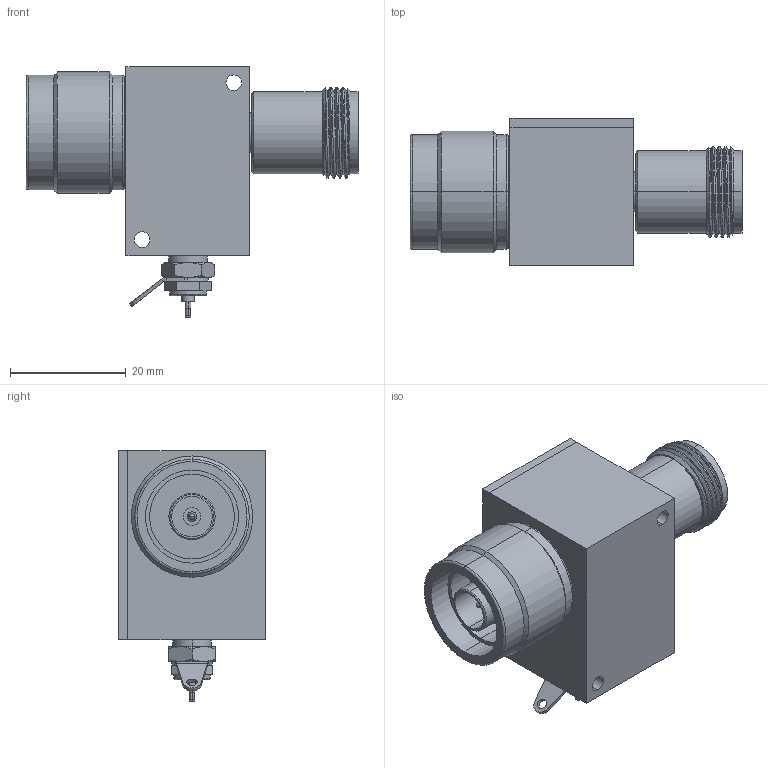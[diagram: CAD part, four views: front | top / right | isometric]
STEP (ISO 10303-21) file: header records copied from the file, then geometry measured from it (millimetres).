
FILE_DESCRIPTION (( 'STEP AP214' ), '1' );
FILE_NAME ('FMBT1649_3D.STEP', '2022-06-26T06:10:04', ( '' ), ( '' ), 'SwSTEP 2.0', 'SolidWorks 2021', '' );
FILE_SCHEMA (( 'AUTOMOTIVE_DESIGN' ));
Length unit declared in the file: inch
Products named in the file (13): Copy of 120-0051-02^PE1649; Copy of 286-0009-NUT^Copy of 286-0009-00_PE1649; Copy of 120-0050^PE1649; Copy of N-MALE 5W_103-1207-00^PE1649; Copy of 286-0009-HOUSING^Copy of 286-0009-00_PE1649; Copy of 286-0009-INSULATOR^Copy of 286-0009-00_PE1649; Copy of TYPE N COUPLING NUT^PE1649; Copy of 010-2002-00_010-2002-00^PE1649; Copy of N-FEMALE 5W^PE1649; Copy of 286-0009-LUG^Copy of 286-0009-00_PE1649; Copy of 286-0009-CENTER CONDUCTOR^Copy of 286-0009-00_PE1649; FMBT1649_3D; Copy of 286-0009-00^PE1649
Assembly tree (13 placements, depth 3):
  FMBT1649_3D
    Copy of 120-0050^PE1649
    Copy of 120-0051-02^PE1649
    Copy of 010-2002-00_010-2002-00^PE1649  x2
    Copy of N-MALE 5W_103-1207-00^PE1649
    Copy of N-FEMALE 5W^PE1649
    Copy of TYPE N COUPLING NUT^PE1649
    Copy of 286-0009-00^PE1649
      Copy of 286-0009-HOUSING^Copy of 286-0009-00_PE1649
      Copy of 286-0009-INSULATOR^Copy of 286-0009-00_PE1649
      Copy of 286-0009-CENTER CONDUCTOR^Copy of 286-0009-00_PE1649
      Copy of 286-0009-LUG^Copy of 286-0009-00_PE1649
      Copy of 286-0009-NUT^Copy of 286-0009-00_PE1649
Bounding box: 57.48 x 25.4 x 43.43 mm (x, y, z)
Volume: 24164.7 mm3; surface area: 12391.1 mm2
Topology: 12 solids, 12 shells, 560 faces, 1346 edges, 835 vertices
Faces by surface type: cylinder 260, cone 160, plane 114, bspline 26
Entity records: 16812 total; most frequent: CARTESIAN_POINT 6273, ORIENTED_EDGE 2174, DIRECTION 1997, EDGE_CURVE 1087, AXIS2_PLACEMENT_3D 802, VERTEX_POINT 683, EDGE_LOOP 508, ADVANCED_FACE 455
